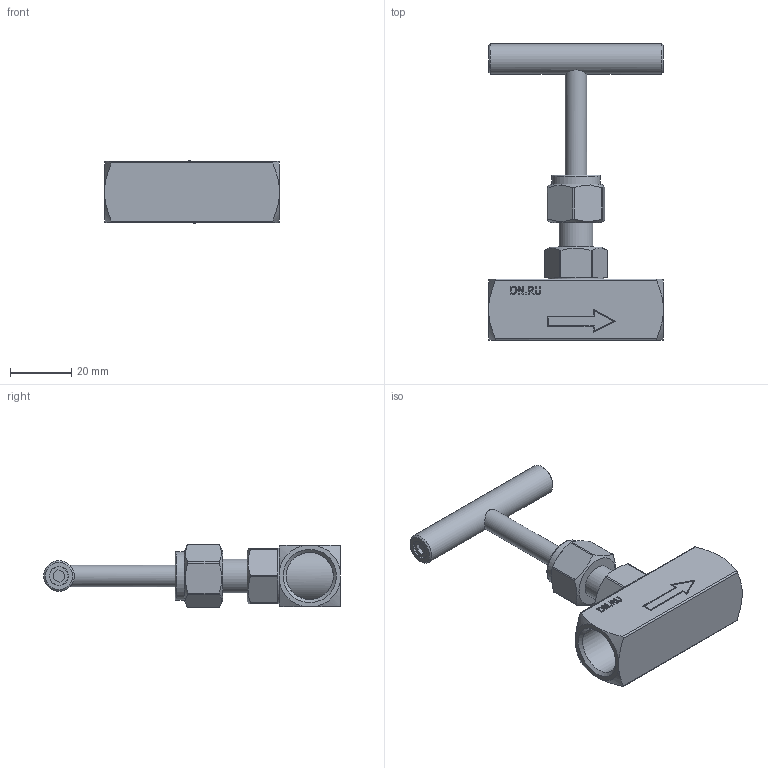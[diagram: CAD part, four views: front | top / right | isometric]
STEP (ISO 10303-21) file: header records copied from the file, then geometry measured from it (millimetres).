
FILE_DESCRIPTION(/* description */ (''),/* implementation_level */ '2;1');
FILE_NAME(/* name */ 'DN10_3D_STEP.stp',/* time_stamp */ '2024-12-23T04:52:10+03:00',/* author */ ('igorr'),/* organization */ (''),/* preprocessor_version */ 'ST-DEVELOPER v20',/* originating_system */ 'Autodesk Inventor 2025',/* authorisation */ '');
FILE_SCHEMA (('AUTOMOTIVE_DESIGN { 1 0 10303 214 3 1 1 }'));
Length unit declared in the file: millimetre
Products named in the file (1): Деталь
Bounding box: 57 x 97 x 20.58 mm (x, y, z)
Volume: 28451.1 mm3; surface area: 12215 mm2
Topology: 1 solids, 1 shells, 176 faces, 448 edges, 297 vertices
Faces by surface type: plane 108, cylinder 29, bspline 23, cone 15, torus 1
Full cylindrical faces by diameter (mm): 6 x2, 6.2 x2, 7 x1, 10 x1, 11 x1, 15.39 x2, 16 x1, 18 x1
Entity records: 5876 total; most frequent: CARTESIAN_POINT 1646, ORIENTED_EDGE 896, DIRECTION 692, EDGE_CURVE 448, VERTEX_POINT 297, LINE 282, VECTOR 282, AXIS2_PLACEMENT_3D 205
